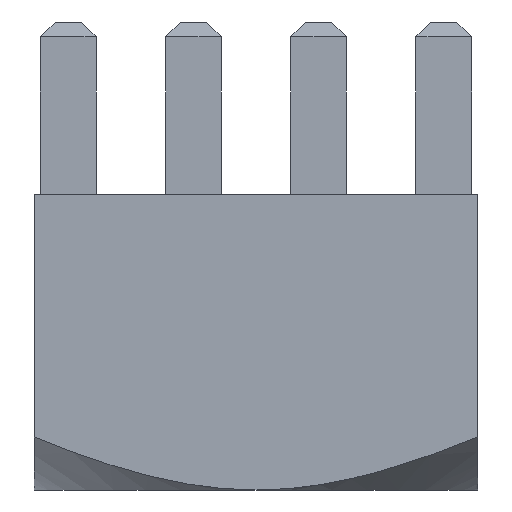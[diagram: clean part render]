
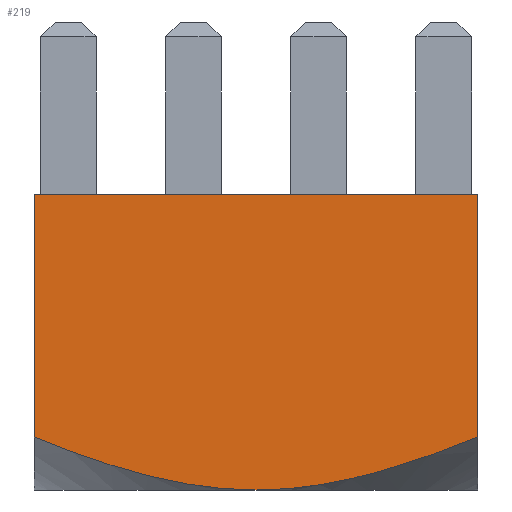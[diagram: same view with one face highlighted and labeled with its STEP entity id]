
A CAD part, left-side view. The second image highlights one B-rep face of the part: STEP entity #219.
In plain terms, the highlighted planar face has unit normal (-1, 0, 0).
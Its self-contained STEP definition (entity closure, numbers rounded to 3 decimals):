
#26 = VERTEX_POINT ( 'NONE', #2305 ) ;
#31 = VERTEX_POINT ( 'NONE', #2310 ) ;
#57 = VERTEX_POINT ( 'NONE', #2877 ) ;
#125 = VERTEX_POINT ( 'NONE', #2945 ) ;
#154 = VERTEX_POINT ( 'NONE', #2974 ) ;
#219 = ADVANCED_FACE ( 'NONE', ( #2624 ), #2625, .F. ) ;
#311 = B_SPLINE_CURVE_WITH_KNOTS ( 'NONE', 3,
 ( #1061, #1062, #1064, #1065, #1066, #1067, #1068, #1069 ),
 .UNSPECIFIED., .F., .F.,
 ( 4, 2, 2, 4 ),
 ( 0.005, 0.007, 0.009, 0.01 ),
 .UNSPECIFIED. ) ;
#313 = B_SPLINE_CURVE_WITH_KNOTS ( 'NONE', 3,
 ( #1084, #1082, #1086, #1087, #1088, #1089, #1090, #1091 ),
 .UNSPECIFIED., .F., .F.,
 ( 4, 2, 2, 4 ),
 ( 0.01, 0.012, 0.013, 0.014 ),
 .UNSPECIFIED. ) ;
#320 = VECTOR ( 'NONE', #1129, 1000. ) ;
#1038 = LINE ( 'NONE', #1044, #1361 ) ;
#1044 = CARTESIAN_POINT ( 'NONE',  ( -4.5, -4.5, 6. ) ) ;
#1049 = DIRECTION ( 'NONE',  ( 0., 0., -1. ) ) ;
#1061 = CARTESIAN_POINT ( 'NONE',  ( -4.5, -4.5, 1.076 ) ) ;
#1062 = CARTESIAN_POINT ( 'NONE',  ( -4.5, -3.782, 0.783 ) ) ;
#1063 = LINE ( 'NONE', #1070, #1365 ) ;
#1064 = CARTESIAN_POINT ( 'NONE',  ( -4.5, -3.047, 0.516 ) ) ;
#1065 = CARTESIAN_POINT ( 'NONE',  ( -4.5, -1.925, 0.221 ) ) ;
#1066 = CARTESIAN_POINT ( 'NONE',  ( -4.5, -1.547, 0.141 ) ) ;
#1067 = CARTESIAN_POINT ( 'NONE',  ( -4.5, -0.78, 0.03 ) ) ;
#1068 = CARTESIAN_POINT ( 'NONE',  ( -4.5, -0.387, 0. ) ) ;
#1069 = CARTESIAN_POINT ( 'NONE',  ( -4.5, 0., 0. ) ) ;
#1070 = CARTESIAN_POINT ( 'NONE',  ( -4.5, 4.5, 6. ) ) ;
#1072 = DIRECTION ( 'NONE',  ( 0., 0., -1. ) ) ;
#1082 = CARTESIAN_POINT ( 'NONE',  ( -4.5, 0.781, 0. ) ) ;
#1084 = CARTESIAN_POINT ( 'NONE',  ( -4.5, 0., 0. ) ) ;
#1086 = CARTESIAN_POINT ( 'NONE',  ( -4.5, 1.542, 0.121 ) ) ;
#1087 = CARTESIAN_POINT ( 'NONE',  ( -4.5, 2.666, 0.416 ) ) ;
#1088 = CARTESIAN_POINT ( 'NONE',  ( -4.5, 3.039, 0.532 ) ) ;
#1089 = CARTESIAN_POINT ( 'NONE',  ( -4.5, 3.777, 0.79 ) ) ;
#1090 = CARTESIAN_POINT ( 'NONE',  ( -4.5, 4.14, 0.929 ) ) ;
#1091 = CARTESIAN_POINT ( 'NONE',  ( -4.5, 4.5, 1.076 ) ) ;
#1122 = CARTESIAN_POINT ( 'NONE',  ( -4.5, 4.5, 6. ) ) ;
#1124 = LINE ( 'NONE', #1122, #320 ) ;
#1129 = DIRECTION ( 'NONE',  ( 0., -1., 0. ) ) ;
#1361 = VECTOR ( 'NONE', #1049, 1000. ) ;
#1365 = VECTOR ( 'NONE', #1072, 1000. ) ;
#1647 = EDGE_CURVE ( 'NONE', #57, #26, #1038, .T. ) ;
#1654 = EDGE_CURVE ( 'NONE', #26, #31, #311, .T. ) ;
#1656 = EDGE_CURVE ( 'NONE', #125, #154, #1063, .T. ) ;
#1663 = EDGE_CURVE ( 'NONE', #31, #154, #313, .T. ) ;
#1688 = EDGE_CURVE ( 'NONE', #125, #57, #1124, .T. ) ;
#1829 = ORIENTED_EDGE ( 'NONE', *, *, #1688, .F. ) ;
#1830 = ORIENTED_EDGE ( 'NONE', *, *, #1647, .F. ) ;
#1831 = ORIENTED_EDGE ( 'NONE', *, *, #1654, .F. ) ;
#2265 = EDGE_LOOP ( 'NONE', ( #1831, #1830, #1829, #3407, #3406 ) ) ;
#2305 = CARTESIAN_POINT ( 'NONE',  ( -4.5, -4.5, 1.076 ) ) ;
#2310 = CARTESIAN_POINT ( 'NONE',  ( -4.5, 0., 0. ) ) ;
#2467 = AXIS2_PLACEMENT_3D ( 'NONE', #2616, #2626, #2627 ) ;
#2616 = CARTESIAN_POINT ( 'NONE',  ( -4.5, 4.5, 6. ) ) ;
#2624 = FACE_OUTER_BOUND ( 'NONE', #2265, .T. ) ;
#2625 = PLANE ( 'NONE',  #2467 ) ;
#2626 = DIRECTION ( 'NONE',  ( 1., 0., 0. ) ) ;
#2627 = DIRECTION ( 'NONE',  ( 0., 1., 0. ) ) ;
#2877 = CARTESIAN_POINT ( 'NONE',  ( -4.5, -4.5, 6. ) ) ;
#2945 = CARTESIAN_POINT ( 'NONE',  ( -4.5, 4.5, 6. ) ) ;
#2974 = CARTESIAN_POINT ( 'NONE',  ( -4.5, 4.5, 1.076 ) ) ;
#3406 = ORIENTED_EDGE ( 'NONE', *, *, #1663, .F. ) ;
#3407 = ORIENTED_EDGE ( 'NONE', *, *, #1656, .T. ) ;
